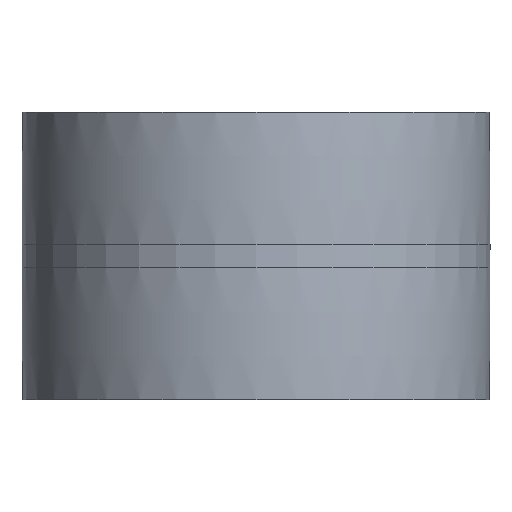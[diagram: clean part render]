
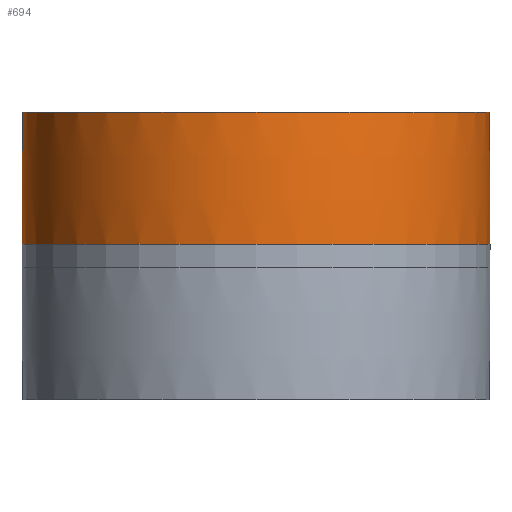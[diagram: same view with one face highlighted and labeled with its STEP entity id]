
A CAD part, front view. The second image highlights one B-rep face of the part: STEP entity #694.
In plain terms, the highlighted toroidal (fillet/blend) face has major radius 9209.62 mm and minor radius 9453.62 mm.
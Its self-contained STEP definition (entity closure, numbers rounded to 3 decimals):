
#11 = DIRECTION ( 'NONE',  ( 0., -1., 0. ) ) ;
#46 = ORIENTED_EDGE ( 'NONE', *, *, #118, .T. ) ;
#48 = DIRECTION ( 'NONE',  ( 1., 0., 0. ) ) ;
#78 = CARTESIAN_POINT ( 'NONE',  ( 0., 0., 12.5 ) ) ;
#88 = CIRCLE ( 'NONE', #850, 243. ) ;
#118 = EDGE_CURVE ( 'NONE', #250, #827, #764, .T. ) ;
#139 = CARTESIAN_POINT ( 'NONE',  ( 0., 0., 150. ) ) ;
#145 = DIRECTION ( 'NONE',  ( 0., 0., -1. ) ) ;
#187 = CIRCLE ( 'NONE', #359, 244. ) ;
#192 = CARTESIAN_POINT ( 'NONE',  ( 243., 0., 150. ) ) ;
#221 = DIRECTION ( 'NONE',  ( 1., 0., 0. ) ) ;
#249 = EDGE_CURVE ( 'NONE', #266, #581, #631, .T. ) ;
#250 = VERTEX_POINT ( 'NONE', #352 ) ;
#266 = VERTEX_POINT ( 'NONE', #882 ) ;
#310 = CARTESIAN_POINT ( 'NONE',  ( -243., 0., 150. ) ) ;
#350 = EDGE_CURVE ( 'NONE', #266, #250, #187, .T. ) ;
#352 = CARTESIAN_POINT ( 'NONE',  ( 244., 0., 12.5 ) ) ;
#359 = AXIS2_PLACEMENT_3D ( 'NONE', #405, #720, #48 ) ;
#368 = CARTESIAN_POINT ( 'NONE',  ( -9209.625, 0., 12.5 ) ) ;
#405 = CARTESIAN_POINT ( 'NONE',  ( 0., 0., 12.5 ) ) ;
#498 = DIRECTION ( 'NONE',  ( 0., 1., 0. ) ) ;
#513 = EDGE_LOOP ( 'NONE', ( #958, #869, #46, #708 ) ) ;
#517 = DIRECTION ( 'NONE',  ( 1., 0., 0. ) ) ;
#533 = EDGE_CURVE ( 'NONE', #581, #827, #88, .T. ) ;
#541 = AXIS2_PLACEMENT_3D ( 'NONE', #368, #11, #145 ) ;
#574 = FACE_OUTER_BOUND ( 'NONE', #513, .T. ) ;
#581 = VERTEX_POINT ( 'NONE', #310 ) ;
#613 = CARTESIAN_POINT ( 'NONE',  ( 9209.625, 0., 12.5 ) ) ;
#631 = CIRCLE ( 'NONE', #650, 9453.625 ) ;
#650 = AXIS2_PLACEMENT_3D ( 'NONE', #613, #498, #800 ) ;
#694 = ADVANCED_FACE ( 'NONE', ( #574 ), #754, .T. ) ;
#708 = ORIENTED_EDGE ( 'NONE', *, *, #533, .F. ) ;
#720 = DIRECTION ( 'NONE',  ( 0., 0., 1. ) ) ;
#754 = TOROIDAL_SURFACE ( 'NONE', #865, -9209.625, 9453.625 ) ;
#764 = CIRCLE ( 'NONE', #541, 9453.625 ) ;
#800 = DIRECTION ( 'NONE',  ( -1., 0., 0. ) ) ;
#827 = VERTEX_POINT ( 'NONE', #192 ) ;
#850 = AXIS2_PLACEMENT_3D ( 'NONE', #139, #959, #221 ) ;
#865 = AXIS2_PLACEMENT_3D ( 'NONE', #78, #962, #517 ) ;
#869 = ORIENTED_EDGE ( 'NONE', *, *, #350, .T. ) ;
#882 = CARTESIAN_POINT ( 'NONE',  ( -244., 0., 12.5 ) ) ;
#958 = ORIENTED_EDGE ( 'NONE', *, *, #249, .F. ) ;
#959 = DIRECTION ( 'NONE',  ( 0., 0., 1. ) ) ;
#962 = DIRECTION ( 'NONE',  ( 0., 0., 1. ) ) ;
